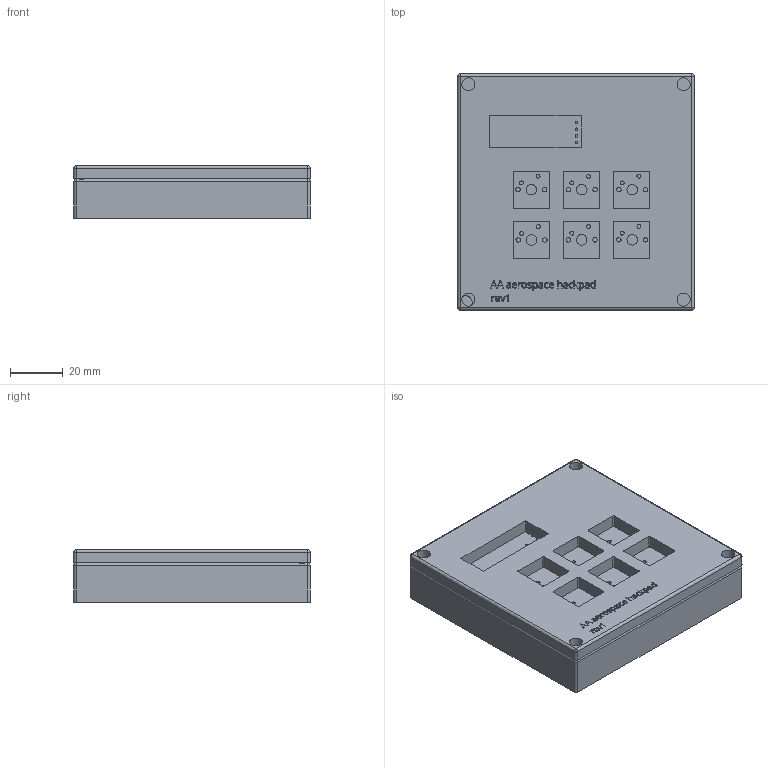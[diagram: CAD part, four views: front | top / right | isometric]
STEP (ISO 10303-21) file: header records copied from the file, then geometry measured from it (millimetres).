
FILE_DESCRIPTION(/* description */ ('STEP AP242 Edition 2','CAx-IF Rec.Pracs.---Representation and Presentation of Product Manufacturing Information (PMI)---4.0---2014-10-13','CAx-IF Rec.Pracs.---3D Tessellated Geometry---0.4---2014-09-14','2;1','CAx-IF Rec.Pracs.---User Defined Attributes---1.5---2016-08-15'),/* implementation_level */ '2;1');
FILE_NAME(/* name */ '694af52b2699336977360815',/* time_stamp */ '2025-12-23T20:01:48Z',/* author */ (''),/* organization */ (''),/* preprocessor_version */ 'ST-DEVELOPER v20',/* originating_system */ 'ONSHAPE BY PTC INC, 1.208',/* authorisation */ ' ');
FILE_SCHEMA (('AP242_MANAGED_MODEL_BASED_3D_ENGINEERING_MIM_LF { 1 0 10303 442 3 1 4 }'));
Length unit declared in the file: metre
Products named in the file (4): Assembly 1; Part 1; macropad_PCB
Assembly tree (3 placements, depth 2):
  Assembly 1
    Part 1
    Part 1
    macropad_PCB
Bounding box: 90 x 90 x 20 mm (x, y, z)
Volume: 130521.6 mm3; surface area: 50984.8 mm2
Topology: 3 solids, 3 shells, 616 faces, 1698 edges, 1118 vertices
Faces by surface type: plane 245, bspline 191, cylinder 172, sphere 8
Full cylindrical faces by diameter (mm): 0.889 x14, 1 x4, 1.5 x12, 1.7 x12, 4 x6, 5 x8
Entity records: 20238 total; most frequent: CARTESIAN_POINT 5479, ORIENTED_EDGE 3266, DIRECTION 2450, EDGE_CURVE 1633, VERTEX_POINT 1117, LINE 906, VECTOR 906, EDGE_LOOP 828
